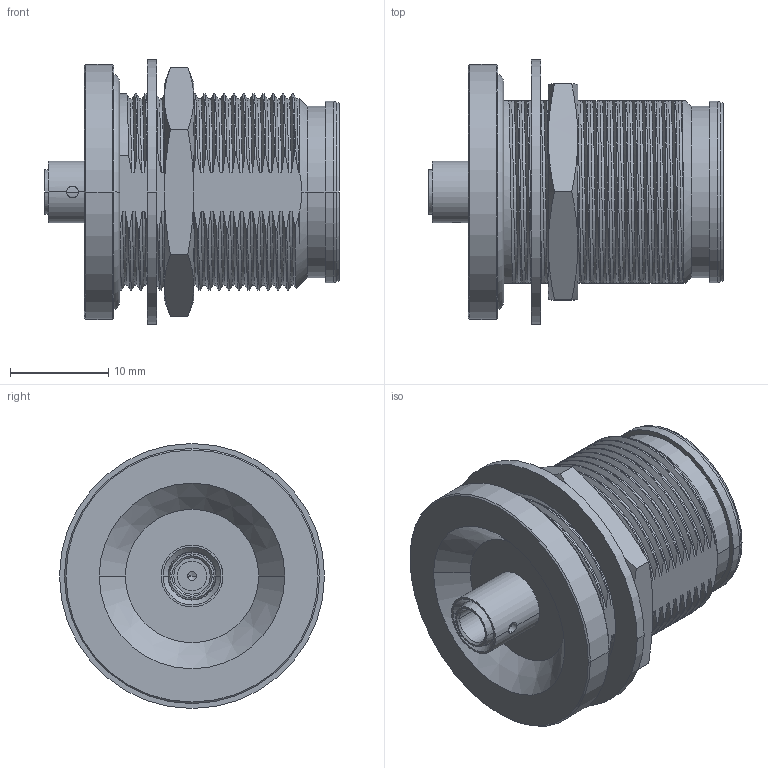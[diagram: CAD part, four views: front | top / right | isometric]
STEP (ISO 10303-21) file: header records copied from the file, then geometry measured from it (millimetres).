
FILE_DESCRIPTION (( 'STEP AP203' ), '1' );
FILE_NAME ('FMCN1925_3D.STEP', '2022-09-02T05:22:08', ( '' ), ( '' ), 'SwSTEP 2.0', 'SolidWorks 2021', '' );
FILE_SCHEMA (( 'CONFIG_CONTROL_DESIGN' ));
Products named in the file (1): FMCN1925_3D
Bounding box: 30.05 x 27 x 27 mm (x, y, z)
Volume: 6254.2 mm3; surface area: 7335.1 mm2
Topology: 4 solids, 6 shells, 431 faces, 1143 edges, 738 vertices
Faces by surface type: cylinder 155, plane 110, cone 73, bspline 73, torus 20
Entity records: 119883 total; most frequent: CARTESIAN_POINT 109858, ORIENTED_EDGE 2278, DIRECTION 1759, EDGE_CURVE 1139, VERTEX_POINT 738, AXIS2_PLACEMENT_3D 662, EDGE_LOOP 461, LINE 435
